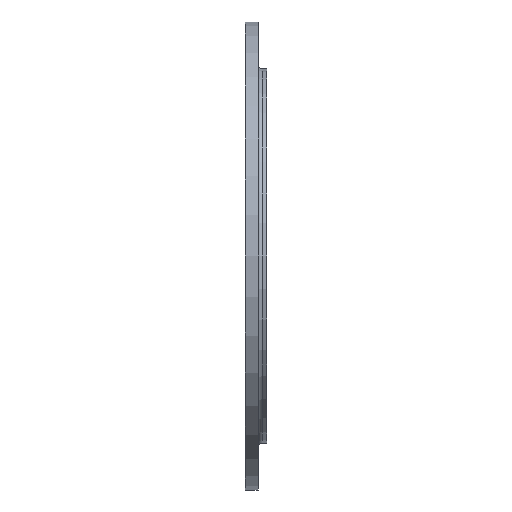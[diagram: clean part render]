
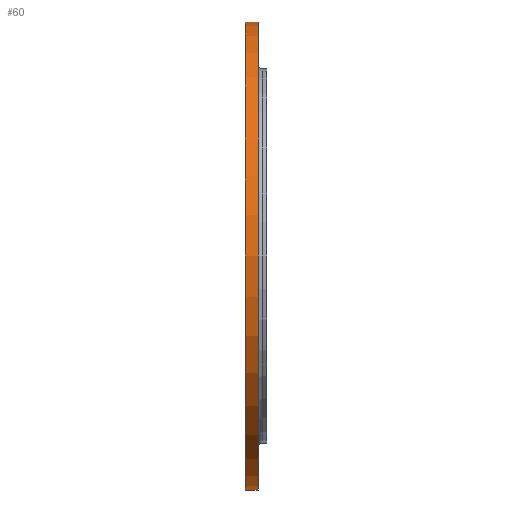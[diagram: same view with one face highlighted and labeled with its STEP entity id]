
A CAD part, front view. The second image highlights one B-rep face of the part: STEP entity #60.
In plain terms, the highlighted cylindrical face has radius 349.25 mm (diameter 698.5 mm), a partial arc.
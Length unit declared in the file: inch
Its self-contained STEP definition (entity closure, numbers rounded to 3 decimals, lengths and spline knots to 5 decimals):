
#60 = ADVANCED_FACE ( 'NONE', ( #1488 ), #1072, .T. ) ;
#73 = EDGE_CURVE ( 'NONE', #128, #762, #657, .T. ) ;
#128 = VERTEX_POINT ( 'NONE', #1248 ) ;
#134 = DIRECTION ( 'NONE',  ( -1., 0., 0. ) ) ;
#160 = ORIENTED_EDGE ( 'NONE', *, *, #731, .T. ) ;
#198 = DIRECTION ( 'NONE',  ( -1., 0., 0. ) ) ;
#199 = AXIS2_PLACEMENT_3D ( 'NONE', #252, #134, #1039 ) ;
#225 = CARTESIAN_POINT ( 'NONE',  ( 0., 0., 13.75 ) ) ;
#252 = CARTESIAN_POINT ( 'NONE',  ( 0.61236, 0., 0. ) ) ;
#299 = CARTESIAN_POINT ( 'NONE',  ( 0.61236, 0., -13.75 ) ) ;
#375 = CIRCLE ( 'NONE', #199, 13.75 ) ;
#493 = EDGE_CURVE ( 'NONE', #569, #762, #1511, .T. ) ;
#512 = ORIENTED_EDGE ( 'NONE', *, *, #836, .F. ) ;
#569 = VERTEX_POINT ( 'NONE', #1679 ) ;
#571 = AXIS2_PLACEMENT_3D ( 'NONE', #1777, #198, #1784 ) ;
#580 = DIRECTION ( 'NONE',  ( -1., 0., 0. ) ) ;
#657 = CIRCLE ( 'NONE', #1578, 13.75 ) ;
#731 = EDGE_CURVE ( 'NONE', #782, #569, #375, .T. ) ;
#762 = VERTEX_POINT ( 'NONE', #1474 ) ;
#782 = VERTEX_POINT ( 'NONE', #299 ) ;
#836 = EDGE_CURVE ( 'NONE', #782, #128, #1549, .T. ) ;
#976 = EDGE_LOOP ( 'NONE', ( #512, #160, #1273, #1021 ) ) ;
#988 = VECTOR ( 'NONE', #1097, 39.37008 ) ;
#1021 = ORIENTED_EDGE ( 'NONE', *, *, #73, .F. ) ;
#1039 = DIRECTION ( 'NONE',  ( 0., 0., 1. ) ) ;
#1072 = CYLINDRICAL_SURFACE ( 'NONE', #571, 13.75 ) ;
#1097 = DIRECTION ( 'NONE',  ( -1., 0., 0. ) ) ;
#1248 = CARTESIAN_POINT ( 'NONE',  ( -0.13764, 0., -13.75 ) ) ;
#1273 = ORIENTED_EDGE ( 'NONE', *, *, #493, .T. ) ;
#1299 = CARTESIAN_POINT ( 'NONE',  ( 0., 0., -13.75 ) ) ;
#1474 = CARTESIAN_POINT ( 'NONE',  ( -0.13764, 0., 13.75 ) ) ;
#1488 = FACE_OUTER_BOUND ( 'NONE', #976, .T. ) ;
#1511 = LINE ( 'NONE', #225, #988 ) ;
#1549 = LINE ( 'NONE', #1299, #1668 ) ;
#1578 = AXIS2_PLACEMENT_3D ( 'NONE', #1795, #1632, #1650 ) ;
#1632 = DIRECTION ( 'NONE',  ( -1., 0., 0. ) ) ;
#1650 = DIRECTION ( 'NONE',  ( 0., 0., 1. ) ) ;
#1668 = VECTOR ( 'NONE', #580, 39.37008 ) ;
#1679 = CARTESIAN_POINT ( 'NONE',  ( 0.61236, 0., 13.75 ) ) ;
#1777 = CARTESIAN_POINT ( 'NONE',  ( 0., 0., 0. ) ) ;
#1784 = DIRECTION ( 'NONE',  ( 0., 0., 1. ) ) ;
#1795 = CARTESIAN_POINT ( 'NONE',  ( -0.13764, 0., 0. ) ) ;
